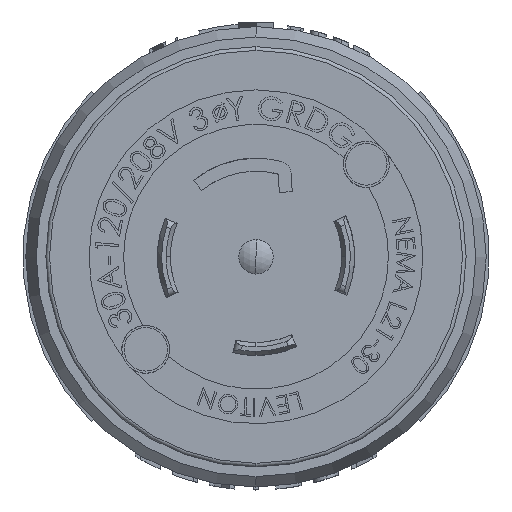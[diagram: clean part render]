
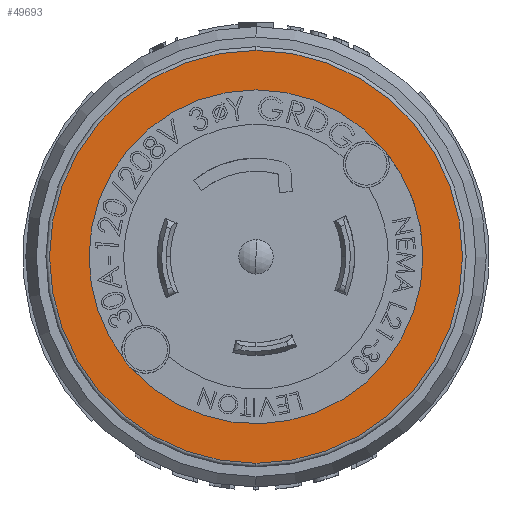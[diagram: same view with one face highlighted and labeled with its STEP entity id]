
A CAD part, left-side view. The second image highlights one B-rep face of the part: STEP entity #49693.
In plain terms, the highlighted planar face has unit normal (-1, 0, 0).
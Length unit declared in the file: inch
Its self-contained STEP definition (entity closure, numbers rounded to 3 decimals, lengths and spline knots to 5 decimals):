
#470 = CIRCLE ( 'NONE', #11325, 1.1205 ) ;
#2924 = CARTESIAN_POINT ( 'NONE',  ( 0.25, 0., 0. ) ) ;
#3059 = FACE_BOUND ( 'NONE', #7720, .T. ) ;
#4441 = DIRECTION ( 'NONE',  ( 0., 0., 1. ) ) ;
#4567 = DIRECTION ( 'NONE',  ( -1., 0., 0. ) ) ;
#7720 = EDGE_LOOP ( 'NONE', ( #58172, #56961, #14495, #44198 ) ) ;
#7974 = DIRECTION ( 'NONE',  ( 0., 0., -1. ) ) ;
#8085 = ORIENTED_EDGE ( 'NONE', *, *, #57065, .F. ) ;
#9016 = CARTESIAN_POINT ( 'NONE',  ( 0.25, 0.66882, -0.61116 ) ) ;
#11325 = AXIS2_PLACEMENT_3D ( 'NONE', #2924, #12175, #34959 ) ;
#11711 = CARTESIAN_POINT ( 'NONE',  ( 0.25, -1.1205, 0. ) ) ;
#12175 = DIRECTION ( 'NONE',  ( 1., 0., 0. ) ) ;
#12201 = AXIS2_PLACEMENT_3D ( 'NONE', #11711, #21859, #21249 ) ;
#12290 = FACE_OUTER_BOUND ( 'NONE', #54337, .T. ) ;
#14495 = ORIENTED_EDGE ( 'NONE', *, *, #23159, .F. ) ;
#15727 = AXIS2_PLACEMENT_3D ( 'NONE', #46008, #36202, #4441 ) ;
#17120 = CARTESIAN_POINT ( 'NONE',  ( 0.25, 0., 0. ) ) ;
#18144 = CARTESIAN_POINT ( 'NONE',  ( 0.25, 0., 0. ) ) ;
#18483 = CARTESIAN_POINT ( 'NONE',  ( 0.25, 0.71802, -0.55253 ) ) ;
#19404 = CIRCLE ( 'NONE', #53758, 0.906 ) ;
#21249 = DIRECTION ( 'NONE',  ( 0., 0., 1. ) ) ;
#21597 = CARTESIAN_POINT ( 'NONE',  ( 0.25, 0.906, 0. ) ) ;
#21859 = DIRECTION ( 'NONE',  ( 1., 0., 0. ) ) ;
#21934 = CARTESIAN_POINT ( 'NONE',  ( 0.25, -0.906, 0. ) ) ;
#22033 = CARTESIAN_POINT ( 'NONE',  ( 0.25, 0., 1.1205 ) ) ;
#23014 = VERTEX_POINT ( 'NONE', #36006 ) ;
#23159 = EDGE_CURVE ( 'NONE', #24928, #48071, #32441, .T. ) ;
#24928 = VERTEX_POINT ( 'NONE', #9016 ) ;
#25223 = CIRCLE ( 'NONE', #29168, 0.906 ) ;
#28431 = EDGE_CURVE ( 'NONE', #51039, #24928, #42237, .T. ) ;
#29140 = AXIS2_PLACEMENT_3D ( 'NONE', #18144, #35991, #7974 ) ;
#29168 = AXIS2_PLACEMENT_3D ( 'NONE', #47968, #29219, #56877 ) ;
#29219 = DIRECTION ( 'NONE',  ( -1., 0., 0. ) ) ;
#30120 = VERTEX_POINT ( 'NONE', #22033 ) ;
#32441 = CIRCLE ( 'NONE', #52037, 0.906 ) ;
#33933 = VERTEX_POINT ( 'NONE', #21597 ) ;
#34084 = CIRCLE ( 'NONE', #29140, 1.1205 ) ;
#34295 = ORIENTED_EDGE ( 'NONE', *, *, #40548, .F. ) ;
#34959 = DIRECTION ( 'NONE',  ( 0., 0., -1. ) ) ;
#35883 = DIRECTION ( 'NONE',  ( -1., 0., 0. ) ) ;
#35991 = DIRECTION ( 'NONE',  ( 1., 0., 0. ) ) ;
#36006 = CARTESIAN_POINT ( 'NONE',  ( 0.25, 0., -1.1205 ) ) ;
#36202 = DIRECTION ( 'NONE',  ( -1., 0., 0. ) ) ;
#36606 = DIRECTION ( 'NONE',  ( 0., 1., 0. ) ) ;
#40548 = EDGE_CURVE ( 'NONE', #23014, #30120, #470, .T. ) ;
#42237 = CIRCLE ( 'NONE', #15727, 0.12995 ) ;
#44198 = ORIENTED_EDGE ( 'NONE', *, *, #28431, .F. ) ;
#45208 = PLANE ( 'NONE',  #12201 ) ;
#46008 = CARTESIAN_POINT ( 'NONE',  ( 0.25, 0.59828, -0.50202 ) ) ;
#47968 = CARTESIAN_POINT ( 'NONE',  ( 0.25, 0., 0. ) ) ;
#48071 = VERTEX_POINT ( 'NONE', #21934 ) ;
#49223 = CARTESIAN_POINT ( 'NONE',  ( 0.25, 0., 0. ) ) ;
#49693 = ADVANCED_FACE ( 'NONE', ( #3059, #12290 ), #45208, .F. ) ;
#51039 = VERTEX_POINT ( 'NONE', #18483 ) ;
#52037 = AXIS2_PLACEMENT_3D ( 'NONE', #17120, #35883, #54615 ) ;
#53586 = EDGE_CURVE ( 'NONE', #48071, #33933, #25223, .T. ) ;
#53758 = AXIS2_PLACEMENT_3D ( 'NONE', #49223, #4567, #36606 ) ;
#54337 = EDGE_LOOP ( 'NONE', ( #8085, #34295 ) ) ;
#54615 = DIRECTION ( 'NONE',  ( 0., 1., 0. ) ) ;
#56877 = DIRECTION ( 'NONE',  ( 0., 1., 0. ) ) ;
#56961 = ORIENTED_EDGE ( 'NONE', *, *, #53586, .F. ) ;
#57065 = EDGE_CURVE ( 'NONE', #30120, #23014, #34084, .T. ) ;
#58172 = ORIENTED_EDGE ( 'NONE', *, *, #59551, .F. ) ;
#59551 = EDGE_CURVE ( 'NONE', #33933, #51039, #19404, .T. ) ;
